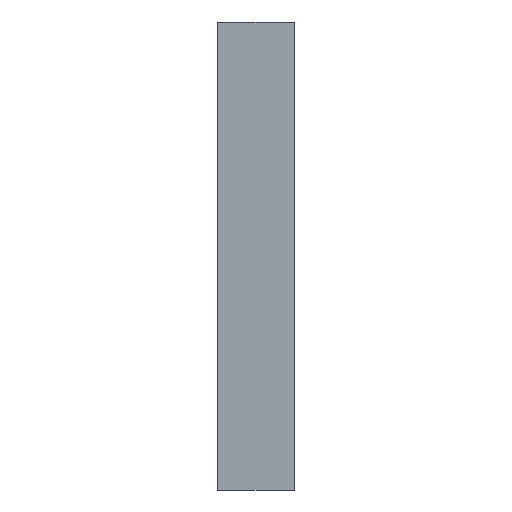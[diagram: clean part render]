
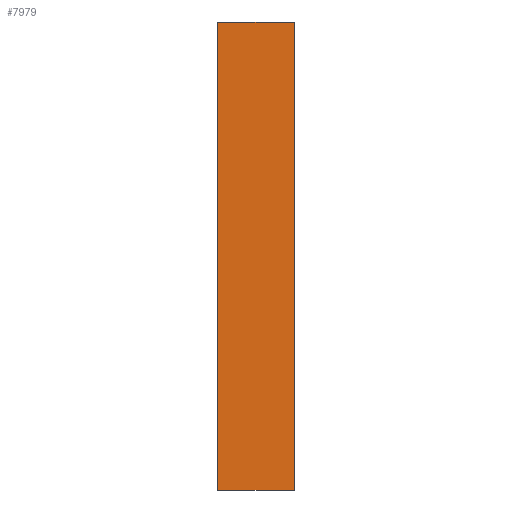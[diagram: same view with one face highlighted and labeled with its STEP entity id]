
A CAD part, front view. The second image highlights one B-rep face of the part: STEP entity #7979.
In plain terms, the highlighted planar face has unit normal (0.011, -1, 0).
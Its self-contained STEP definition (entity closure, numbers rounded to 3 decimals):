
#282=DIRECTION('',(0.,0.,1.));
#283=VECTOR('',#282,400.);
#284=CARTESIAN_POINT('',(64.996,-59.319,
0.));
#285=LINE('',#284,#283);
#298=DIRECTION('',(1.,0.01,0.));
#299=VECTOR('',#298,65.);
#300=CARTESIAN_POINT('',(0.,-60.,0.));
#301=LINE('',#300,#299);
#370=DIRECTION('',(-1.,-0.01,0.));
#371=VECTOR('',#370,65.);
#372=CARTESIAN_POINT('',(64.996,-59.319,400.));
#373=LINE('',#372,#371);
#1314=DIRECTION('',(0.,0.,1.));
#1315=VECTOR('',#1314,400.);
#1316=CARTESIAN_POINT('',(0.,-60.,0.));
#1317=LINE('',#1316,#1315);
#6747=CARTESIAN_POINT('',(64.996,-59.319,
0.));
#6748=CARTESIAN_POINT('',(64.996,-59.319,400.));
#6749=VERTEX_POINT('',#6747);
#6750=VERTEX_POINT('',#6748);
#6751=CARTESIAN_POINT('',(0.,-60.,0.));
#6752=CARTESIAN_POINT('',(0.,-60.,400.));
#6753=VERTEX_POINT('',#6751);
#6754=VERTEX_POINT('',#6752);
#7968=CARTESIAN_POINT('',(0.,-60.,0.));
#7969=DIRECTION('',(0.01,-1.,0.));
#7970=DIRECTION('',(1.,0.01,0.));
#7971=AXIS2_PLACEMENT_3D('',#7968,#7969,#7970);
#7972=PLANE('',#7971);
#7973=ORIENTED_EDGE('',*,*,#7411,.F.);
#7974=ORIENTED_EDGE('',*,*,#7335,.F.);
#7975=ORIENTED_EDGE('',*,*,#7354,.F.);
#7976=ORIENTED_EDGE('',*,*,#7701,.T.);
#7977=EDGE_LOOP('',(#7973,#7974,#7975,#7976));
#7978=FACE_OUTER_BOUND('',#7977,.F.);
#7979=ADVANCED_FACE('',(#7978),#7972,.T.);
#7335=EDGE_CURVE('',#6749,#6750,#285,.T.);
#7354=EDGE_CURVE('',#6753,#6749,#301,.T.);
#7411=EDGE_CURVE('',#6750,#6754,#373,.T.);
#7701=EDGE_CURVE('',#6753,#6754,#1317,.T.);
